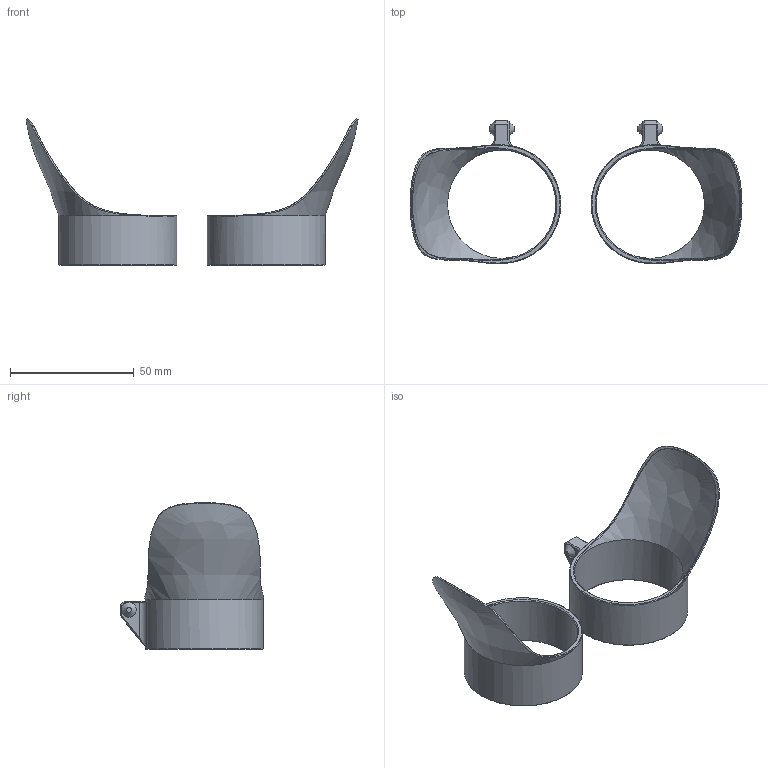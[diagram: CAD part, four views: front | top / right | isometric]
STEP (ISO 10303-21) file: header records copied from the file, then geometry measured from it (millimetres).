
FILE_DESCRIPTION(/* description */ ('STEP AP242','CAx-IF Rec.Pracs.---Representation and Presentation of Product Manufacturing Information (PMI)---4.0---2014-10-13','CAx-IF Rec.Pracs.---3D Tessellated Geometry---0.4---2014-09-14','2;1'),/* implementation_level */ '2;1');
FILE_NAME(/* name */ '66cb009f75bf104f15f2f838',/* time_stamp */ '2024-08-25T10:00:00Z',/* author */ (''),/* organization */ (''),/* preprocessor_version */ 'ST-DEVELOPER v20',/* originating_system */ ' ',/* authorisation */ ' ');
FILE_SCHEMA (('AP242_MANAGED_MODEL_BASED_3D_ENGINEERING_MIM_LF { 1 0 10303 442 1 1 4 }'));
Length unit declared in the file: metre
Products named in the file (2): Part 2; Part 1
Bounding box: 133.94 x 57.86 x 59.18 mm (x, y, z)
Volume: 14339.8 mm3; surface area: 20771.2 mm2
Topology: 2 solids, 2 shells, 72 faces, 162 edges, 96 vertices
Faces by surface type: plane 38, bspline 14, cone 12, cylinder 8
Full cylindrical faces by diameter (mm): 43.7 x2, 47.7 x2
Entity records: 6065 total; most frequent: CARTESIAN_POINT 4614, ORIENTED_EDGE 276, DIRECTION 262, EDGE_CURVE 138, AXIS2_PLACEMENT_3D 96, EDGE_LOOP 94, FACE_BOUND 94, VERTEX_POINT 88
